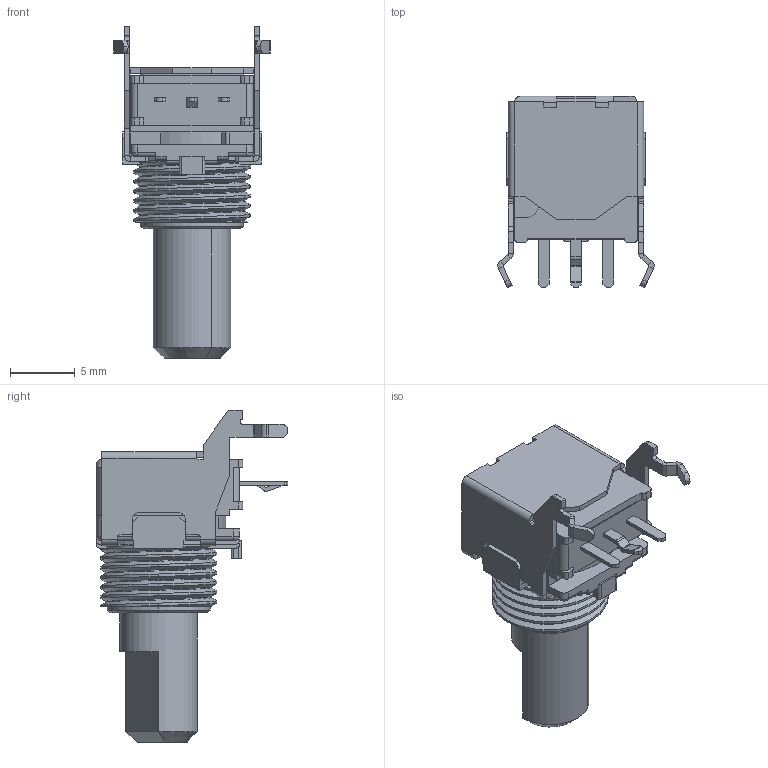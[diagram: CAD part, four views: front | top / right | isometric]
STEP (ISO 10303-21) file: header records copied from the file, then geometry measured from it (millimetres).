
FILE_DESCRIPTION (( 'STEP AP214' ), '1' );
FILE_NAME ('rk09l112003p.STEP', '2025-04-10T11:03:55', ( '' ), ( '' ), 'SwSTEP 2.0', 'SolidWorks 2024', '' );
FILE_SCHEMA (( 'AUTOMOTIVE_DESIGN' ));
Length unit declared in the file: millimetre
Products named in the file (1): rk09l112003p
Bounding box: 12.1 x 14.85 x 25.7 mm (x, y, z)
Volume: 1304.9 mm3; surface area: 1403.7 mm2
Topology: 1 solids, 1 shells, 444 faces, 1218 edges, 769 vertices
Faces by surface type: plane 264, cylinder 157, bspline 9, cone 8, torus 6
Entity records: 20293 total; most frequent: CARTESIAN_POINT 4077, ORIENTED_EDGE 2436, DIRECTION 2336, EDGE_CURVE 1218, LINE 808, VECTOR 808, VERTEX_POINT 769, AXIS2_PLACEMENT_3D 764
